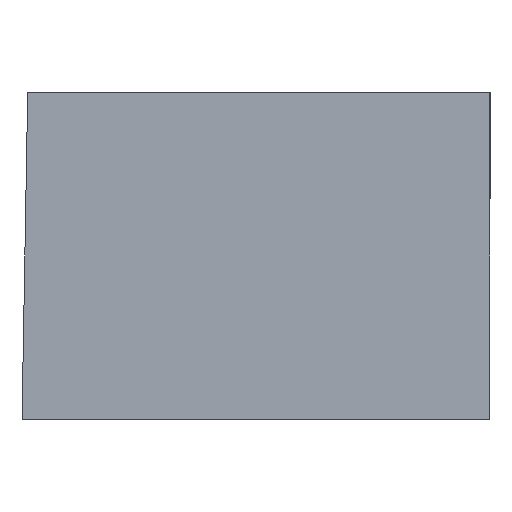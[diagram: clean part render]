
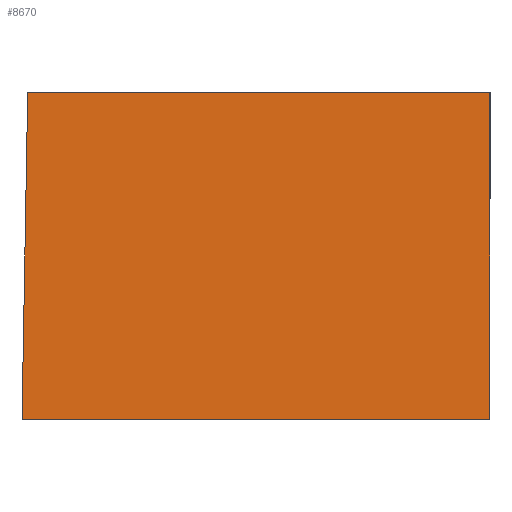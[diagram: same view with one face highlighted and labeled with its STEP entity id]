
A CAD part, left-side view. The second image highlights one B-rep face of the part: STEP entity #8670.
In plain terms, the highlighted planar face has unit normal (-1, 0, 0.018).
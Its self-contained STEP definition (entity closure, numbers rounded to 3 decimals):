
#109 = CARTESIAN_POINT ( 'NONE',  ( -21.041, 17.2, 12. ) ) ;
#141 = DIRECTION ( 'NONE',  ( 0., -1., 0. ) ) ;
#244 = DIRECTION ( 'NONE',  ( -1., 0., 0.017 ) ) ;
#266 = EDGE_CURVE ( 'NONE', #3784, #4839, #6295, .T. ) ;
#726 = VECTOR ( 'NONE', #4215, 1000. ) ;
#727 = LINE ( 'NONE', #9223, #726 ) ;
#1205 = CARTESIAN_POINT ( 'NONE',  ( -21.25, 0., 0. ) ) ;
#2265 = VECTOR ( 'NONE', #141, 1000. ) ;
#2332 = LINE ( 'NONE', #109, #2265 ) ;
#2338 = VECTOR ( 'NONE', #6211, 1000. ) ;
#2418 = LINE ( 'NONE', #5406, #2338 ) ;
#2706 = VERTEX_POINT ( 'NONE', #5342 ) ;
#3489 = DIRECTION ( 'NONE',  ( -0.017, 0., -1. ) ) ;
#3671 = CARTESIAN_POINT ( 'NONE',  ( -21.237, 0., 0.742 ) ) ;
#3784 = VERTEX_POINT ( 'NONE', #4593 ) ;
#4215 = DIRECTION ( 'NONE',  ( 0.017, -0.017, 1. ) ) ;
#4593 = CARTESIAN_POINT ( 'NONE',  ( -21.041, 0., 12. ) ) ;
#4839 = VERTEX_POINT ( 'NONE', #1205 ) ;
#5342 = CARTESIAN_POINT ( 'NONE',  ( -21.041, 16.991, 12. ) ) ;
#5406 = CARTESIAN_POINT ( 'NONE',  ( -21.25, 0., 0. ) ) ;
#5475 = AXIS2_PLACEMENT_3D ( 'NONE', #8973, #244, #5591 ) ;
#5591 = DIRECTION ( 'NONE',  ( 0.017, 0., 1. ) ) ;
#6092 = EDGE_CURVE ( 'NONE', #4839, #6460, #2418, .T. ) ;
#6139 = EDGE_CURVE ( 'NONE', #2706, #3784, #2332, .T. ) ;
#6211 = DIRECTION ( 'NONE',  ( 0., 1., 0. ) ) ;
#6268 = VECTOR ( 'NONE', #3489, 1000. ) ;
#6295 = LINE ( 'NONE', #3671, #6268 ) ;
#6432 = CARTESIAN_POINT ( 'NONE',  ( -21.25, 17.2, 0. ) ) ;
#6460 = VERTEX_POINT ( 'NONE', #6432 ) ;
#7750 = EDGE_CURVE ( 'NONE', #6460, #2706, #727, .T. ) ;
#8437 = EDGE_LOOP ( 'NONE', ( #8621, #8632, #8653, #8712 ) ) ;
#8621 = ORIENTED_EDGE ( 'NONE', *, *, #266, .F. ) ;
#8632 = ORIENTED_EDGE ( 'NONE', *, *, #6139, .F. ) ;
#8653 = ORIENTED_EDGE ( 'NONE', *, *, #7750, .F. ) ;
#8670 = ADVANCED_FACE ( 'NONE', ( #10109 ), #10002, .T. ) ;
#8712 = ORIENTED_EDGE ( 'NONE', *, *, #6092, .F. ) ;
#8973 = CARTESIAN_POINT ( 'NONE',  ( -21.25, 0., 0. ) ) ;
#9223 = CARTESIAN_POINT ( 'NONE',  ( -21.237, 17.187, 0.741 ) ) ;
#10002 = PLANE ( 'NONE',  #5475 ) ;
#10109 = FACE_OUTER_BOUND ( 'NONE', #8437, .T. ) ;
